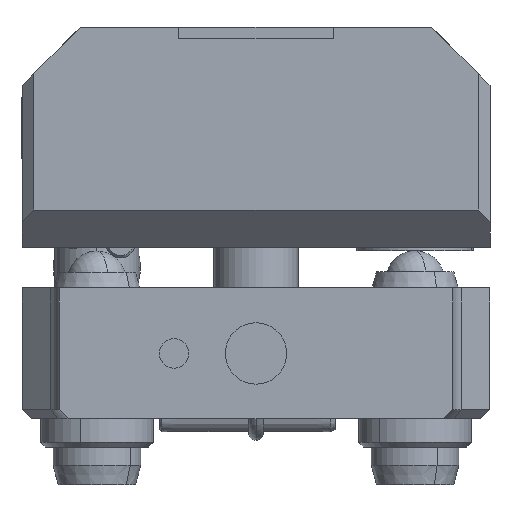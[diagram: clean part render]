
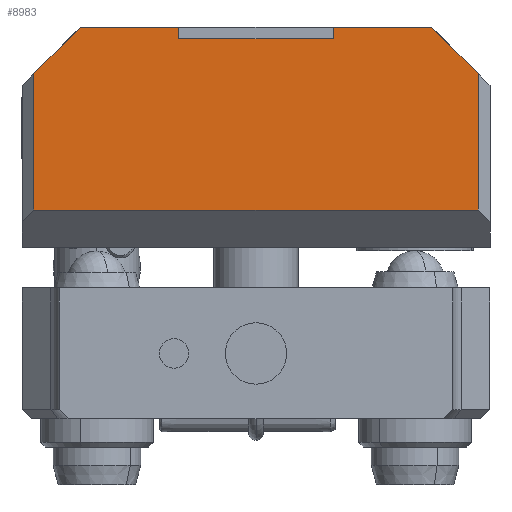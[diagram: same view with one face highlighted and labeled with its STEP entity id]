
A CAD part, front view. The second image highlights one B-rep face of the part: STEP entity #8983.
In plain terms, the highlighted planar face has unit normal (0, -1, 0).
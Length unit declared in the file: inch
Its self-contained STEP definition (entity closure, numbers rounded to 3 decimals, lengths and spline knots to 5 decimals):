
#949 = EDGE_CURVE ( 'NONE', #26368, #13523, #6035, .T. ) ;
#1675 = EDGE_CURVE ( 'NONE', #26368, #6205, #22293, .T. ) ;
#2098 = CARTESIAN_POINT ( 'NONE',  ( -0.125, -0.14921, 1.02744 ) ) ;
#2540 = CARTESIAN_POINT ( 'NONE',  ( -0.335, -0.14921, 1.00244 ) ) ;
#2544 = CARTESIAN_POINT ( 'NONE',  ( -0.975, -0.14921, 0.63644 ) ) ;
#2811 = ORIENTED_EDGE ( 'NONE', *, *, #13911, .T. ) ;
#2865 = VECTOR ( 'NONE', #24279, 39.37008 ) ;
#3288 = CARTESIAN_POINT ( 'NONE',  ( -0.975, -0.14921, 1.02744 ) ) ;
#3578 = ORIENTED_EDGE ( 'NONE', *, *, #20542, .T. ) ;
#3928 = CARTESIAN_POINT ( 'NONE',  ( -0.025, -0.14921, 1.02744 ) ) ;
#3992 = CARTESIAN_POINT ( 'NONE',  ( -0.975, -0.14921, 0.92744 ) ) ;
#4270 = VECTOR ( 'NONE', #23194, 39.37008 ) ;
#4915 = VECTOR ( 'NONE', #28790, 39.37008 ) ;
#5169 = DIRECTION ( 'NONE',  ( -1., 0., 0. ) ) ;
#6003 = VECTOR ( 'NONE', #15974, 39.37008 ) ;
#6035 = LINE ( 'NONE', #22065, #10555 ) ;
#6205 = VERTEX_POINT ( 'NONE', #16813 ) ;
#6326 = LINE ( 'NONE', #26950, #28287 ) ;
#6672 = VERTEX_POINT ( 'NONE', #2098 ) ;
#7382 = EDGE_CURVE ( 'NONE', #6205, #7485, #6326, .T. ) ;
#7485 = VERTEX_POINT ( 'NONE', #25044 ) ;
#8112 = ORIENTED_EDGE ( 'NONE', *, *, #7382, .T. ) ;
#8167 = LINE ( 'NONE', #17074, #2865 ) ;
#8983 = ADVANCED_FACE ( 'NONE', ( #11282 ), #16618, .T. ) ;
#9390 = DIRECTION ( 'NONE',  ( 0., -1., 0. ) ) ;
#9641 = EDGE_CURVE ( 'NONE', #7485, #25239, #21474, .T. ) ;
#9749 = ORIENTED_EDGE ( 'NONE', *, *, #9641, .T. ) ;
#10005 = ORIENTED_EDGE ( 'NONE', *, *, #30125, .T. ) ;
#10555 = VECTOR ( 'NONE', #12305, 39.37008 ) ;
#11235 = LINE ( 'NONE', #3928, #13865 ) ;
#11282 = FACE_OUTER_BOUND ( 'NONE', #19698, .T. ) ;
#11399 = EDGE_CURVE ( 'NONE', #20583, #6672, #17154, .T. ) ;
#11406 = DIRECTION ( 'NONE',  ( 0., 0., 1. ) ) ;
#12305 = DIRECTION ( 'NONE',  ( 1., 0., 0. ) ) ;
#13523 = VERTEX_POINT ( 'NONE', #31050 ) ;
#13865 = VECTOR ( 'NONE', #13869, 39.37008 ) ;
#13869 = DIRECTION ( 'NONE',  ( 0., 0., 1. ) ) ;
#13911 = EDGE_CURVE ( 'NONE', #25239, #18071, #29130, .T. ) ;
#14788 = ORIENTED_EDGE ( 'NONE', *, *, #11399, .T. ) ;
#14931 = VERTEX_POINT ( 'NONE', #30616 ) ;
#15032 = DIRECTION ( 'NONE',  ( 0., 0., 1. ) ) ;
#15462 = DIRECTION ( 'NONE',  ( 1., 0., 0. ) ) ;
#15618 = CARTESIAN_POINT ( 'NONE',  ( -0.4375, -0.14921, 1.46494 ) ) ;
#15730 = ORIENTED_EDGE ( 'NONE', *, *, #27652, .T. ) ;
#15867 = VERTEX_POINT ( 'NONE', #22690 ) ;
#15974 = DIRECTION ( 'NONE',  ( 0., 0., -1. ) ) ;
#16330 = CARTESIAN_POINT ( 'NONE',  ( -0.025, -0.14921, 0.92744 ) ) ;
#16618 = PLANE ( 'NONE',  #24533 ) ;
#16813 = CARTESIAN_POINT ( 'NONE',  ( -0.665, -0.14921, 1.02744 ) ) ;
#17074 = CARTESIAN_POINT ( 'NONE',  ( 0., -0.14921, 1.02744 ) ) ;
#17154 = LINE ( 'NONE', #18620, #4270 ) ;
#17423 = LINE ( 'NONE', #2540, #4915 ) ;
#18071 = VERTEX_POINT ( 'NONE', #2544 ) ;
#18401 = ORIENTED_EDGE ( 'NONE', *, *, #1675, .T. ) ;
#18620 = CARTESIAN_POINT ( 'NONE',  ( -0.0625, -0.14921, 0.96494 ) ) ;
#19038 = CARTESIAN_POINT ( 'NONE',  ( 0., -0.14921, 1.02744 ) ) ;
#19698 = EDGE_LOOP ( 'NONE', ( #2811, #15730, #3578, #14788, #10005, #20530, #22231, #18401, #8112, #9749 ) ) ;
#19719 = CARTESIAN_POINT ( 'NONE',  ( -0.665, -0.14921, 1.00244 ) ) ;
#19924 = VECTOR ( 'NONE', #30642, 39.37008 ) ;
#20530 = ORIENTED_EDGE ( 'NONE', *, *, #29381, .F. ) ;
#20542 = EDGE_CURVE ( 'NONE', #14931, #20583, #11235, .T. ) ;
#20583 = VERTEX_POINT ( 'NONE', #16330 ) ;
#21474 = LINE ( 'NONE', #15618, #19924 ) ;
#22065 = CARTESIAN_POINT ( 'NONE',  ( -0.665, -0.14921, 1.00244 ) ) ;
#22231 = ORIENTED_EDGE ( 'NONE', *, *, #949, .F. ) ;
#22293 = LINE ( 'NONE', #19719, #27898 ) ;
#22690 = CARTESIAN_POINT ( 'NONE',  ( -0.335, -0.14921, 1.02744 ) ) ;
#23194 = DIRECTION ( 'NONE',  ( -0.707, 0., 0.707 ) ) ;
#23551 = LINE ( 'NONE', #24878, #27273 ) ;
#24279 = DIRECTION ( 'NONE',  ( -1., 0., 0. ) ) ;
#24533 = AXIS2_PLACEMENT_3D ( 'NONE', #19038, #9390, #11406 ) ;
#24878 = CARTESIAN_POINT ( 'NONE',  ( 0., -0.14921, 0.63644 ) ) ;
#25044 = CARTESIAN_POINT ( 'NONE',  ( -0.875, -0.14921, 1.02744 ) ) ;
#25239 = VERTEX_POINT ( 'NONE', #3992 ) ;
#25942 = CARTESIAN_POINT ( 'NONE',  ( -0.665, -0.14921, 1.00244 ) ) ;
#26368 = VERTEX_POINT ( 'NONE', #25942 ) ;
#26950 = CARTESIAN_POINT ( 'NONE',  ( 0., -0.14921, 1.02744 ) ) ;
#27273 = VECTOR ( 'NONE', #15462, 39.37008 ) ;
#27652 = EDGE_CURVE ( 'NONE', #18071, #14931, #23551, .T. ) ;
#27898 = VECTOR ( 'NONE', #15032, 39.37008 ) ;
#28287 = VECTOR ( 'NONE', #5169, 39.37008 ) ;
#28790 = DIRECTION ( 'NONE',  ( 0., 0., 1. ) ) ;
#29130 = LINE ( 'NONE', #3288, #6003 ) ;
#29381 = EDGE_CURVE ( 'NONE', #13523, #15867, #17423, .T. ) ;
#30125 = EDGE_CURVE ( 'NONE', #6672, #15867, #8167, .T. ) ;
#30616 = CARTESIAN_POINT ( 'NONE',  ( -0.025, -0.14921, 0.63644 ) ) ;
#30642 = DIRECTION ( 'NONE',  ( -0.707, 0., -0.707 ) ) ;
#31050 = CARTESIAN_POINT ( 'NONE',  ( -0.335, -0.14921, 1.00244 ) ) ;
